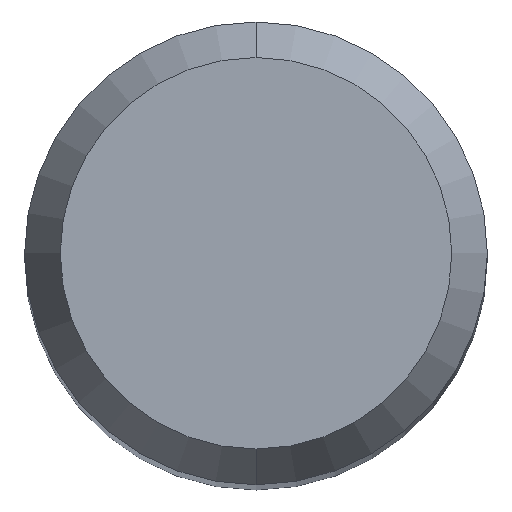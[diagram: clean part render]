
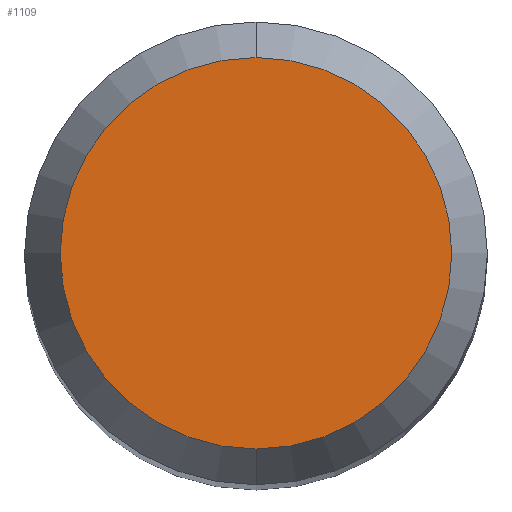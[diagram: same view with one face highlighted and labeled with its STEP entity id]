
A CAD part, top view. The second image highlights one B-rep face of the part: STEP entity #1109.
In plain terms, the highlighted planar face has unit normal (0, 0, 1).
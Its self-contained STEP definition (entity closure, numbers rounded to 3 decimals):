
#905=EDGE_CURVE('',#1763,#1737,#2284,.T.);
#1109=ADVANCED_FACE('',(#2504),#2505,.T.);
#1737=VERTEX_POINT('',#3192);
#1741=EDGE_CURVE('',#1737,#1763,#3196,.T.);
#1763=VERTEX_POINT('',#3224);
#2284=CIRCLE('',#5145,2.538);
#2504=FACE_OUTER_BOUND('',#6962,.T.);
#2505=PLANE('',#6963);
#3192=CARTESIAN_POINT('',(0.,-2.538,0.0));
#3196=CIRCLE('',#14289,2.538);
#3224=CARTESIAN_POINT('',(0.0,2.538,0.0));
#5145=AXIS2_PLACEMENT_3D('',#17547,#17548,#17549);
#6962=EDGE_LOOP('',(#17766,#17767));
#6963=AXIS2_PLACEMENT_3D('',#17768,#17769,#17770);
#14289=AXIS2_PLACEMENT_3D('',#18419,#18420,#18421);
#17547=CARTESIAN_POINT('',(0.0,0.0,0.0));
#17548=DIRECTION('',(0.0,0.0,-1.0));
#17549=DIRECTION('',(0.0,1.0,0.0));
#17766=ORIENTED_EDGE('',*,*,#905,.F.);
#17767=ORIENTED_EDGE('',*,*,#1741,.F.);
#17768=CARTESIAN_POINT('',(0.0,1.269,0.0));
#17769=DIRECTION('',(-0.0,0.0,1.0));
#17770=DIRECTION('',(0.0,-1.0,0.0));
#18419=CARTESIAN_POINT('',(0.0,0.0,0.0));
#18420=DIRECTION('',(0.0,0.0,-1.0));
#18421=DIRECTION('',(0.0,1.0,0.0));
